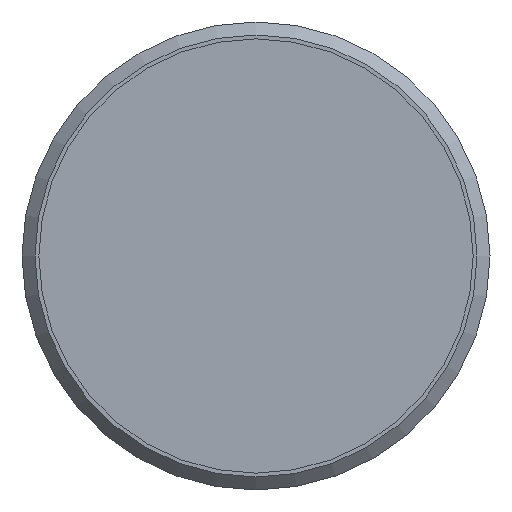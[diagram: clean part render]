
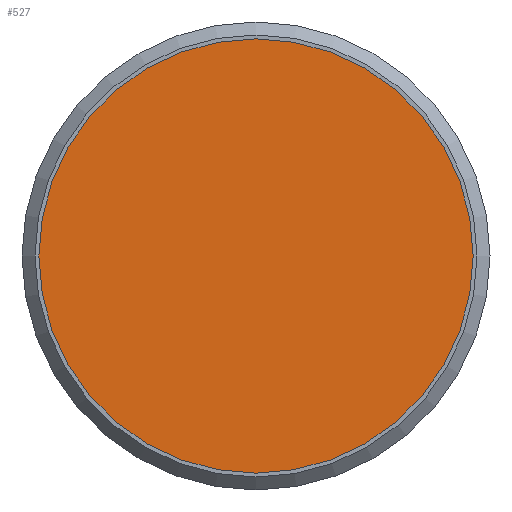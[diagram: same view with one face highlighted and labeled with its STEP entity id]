
A CAD part, front view. The second image highlights one B-rep face of the part: STEP entity #527.
In plain terms, the highlighted planar face has unit normal (0, -1, 0).
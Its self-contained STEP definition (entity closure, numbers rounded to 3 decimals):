
#37=PLANE('',#616);
#68=FACE_OUTER_BOUND('',#107,.T.);
#107=EDGE_LOOP('',(#417));
#199=CIRCLE('',#617,8.35);
#239=VERTEX_POINT('',#918);
#301=EDGE_CURVE('',#239,#239,#199,.T.);
#417=ORIENTED_EDGE('',*,*,#301,.T.);
#527=ADVANCED_FACE('',(#68),#37,.T.);
#616=AXIS2_PLACEMENT_3D('',#917,#767,#768);
#617=AXIS2_PLACEMENT_3D('',#919,#769,#770);
#767=DIRECTION('center_axis',(0.,-1.,0.));
#768=DIRECTION('ref_axis',(0.,0.,-1.));
#769=DIRECTION('center_axis',(0.,-1.,0.));
#770=DIRECTION('ref_axis',(1.,0.,0.));
#917=CARTESIAN_POINT('Origin',(4.175,-24.,0.));
#918=CARTESIAN_POINT('',(-8.35,-24.,0.));
#919=CARTESIAN_POINT('Origin',(0.,-24.,0.));
